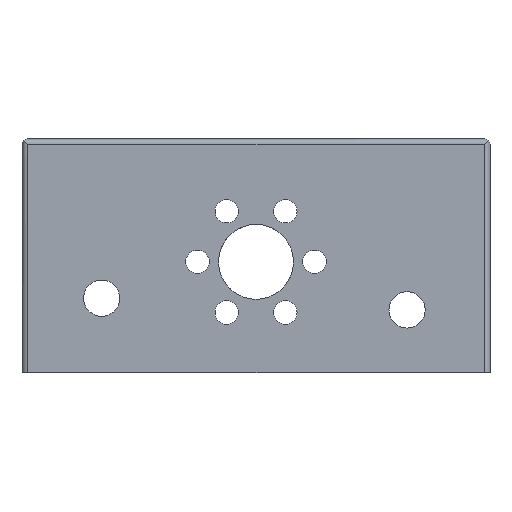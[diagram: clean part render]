
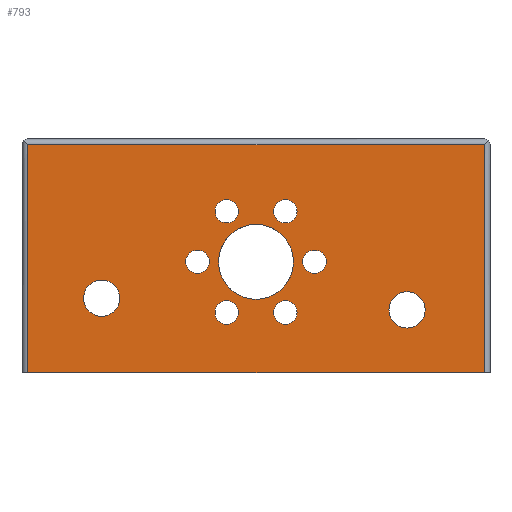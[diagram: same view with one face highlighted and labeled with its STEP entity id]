
A CAD part, front view. The second image highlights one B-rep face of the part: STEP entity #793.
In plain terms, the highlighted planar face has unit normal (0, -1, 0).
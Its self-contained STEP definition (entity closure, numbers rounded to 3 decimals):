
#48=PLANE('',#880);
#82=CIRCLE('',#881,1.55);
#83=CIRCLE('',#882,1.55);
#84=CIRCLE('',#883,1.);
#85=CIRCLE('',#884,1.);
#86=CIRCLE('',#885,1.);
#87=CIRCLE('',#886,1.);
#88=CIRCLE('',#887,1.);
#89=CIRCLE('',#888,1.);
#90=CIRCLE('',#889,3.2);
#113=LINE('',#1313,#156);
#122=LINE('',#1365,#165);
#123=LINE('',#1368,#166);
#124=LINE('',#1369,#167);
#156=VECTOR('',#1021,1000.);
#165=VECTOR('',#1076,1000.);
#166=VECTOR('',#1077,1000.);
#167=VECTOR('',#1078,1000.);
#274=ORIENTED_EDGE('',*,*,#453,.T.);
#275=ORIENTED_EDGE('',*,*,#454,.T.);
#276=ORIENTED_EDGE('',*,*,#455,.T.);
#277=ORIENTED_EDGE('',*,*,#456,.T.);
#278=ORIENTED_EDGE('',*,*,#457,.T.);
#279=ORIENTED_EDGE('',*,*,#458,.T.);
#280=ORIENTED_EDGE('',*,*,#459,.T.);
#281=ORIENTED_EDGE('',*,*,#460,.T.);
#282=ORIENTED_EDGE('',*,*,#461,.T.);
#283=ORIENTED_EDGE('',*,*,#462,.T.);
#284=ORIENTED_EDGE('',*,*,#463,.T.);
#285=ORIENTED_EDGE('',*,*,#436,.T.);
#286=ORIENTED_EDGE('',*,*,#464,.T.);
#436=EDGE_CURVE('',#536,#537,#113,.T.);
#453=EDGE_CURVE('',#547,#547,#82,.T.);
#454=EDGE_CURVE('',#548,#548,#83,.T.);
#455=EDGE_CURVE('',#549,#549,#84,.F.);
#456=EDGE_CURVE('',#550,#550,#85,.F.);
#457=EDGE_CURVE('',#551,#551,#86,.F.);
#458=EDGE_CURVE('',#552,#552,#87,.F.);
#459=EDGE_CURVE('',#553,#553,#88,.F.);
#460=EDGE_CURVE('',#554,#554,#89,.F.);
#461=EDGE_CURVE('',#555,#555,#90,.F.);
#462=EDGE_CURVE('',#556,#557,#122,.T.);
#463=EDGE_CURVE('',#557,#536,#123,.T.);
#464=EDGE_CURVE('',#537,#556,#124,.T.);
#536=VERTEX_POINT('',#1314);
#537=VERTEX_POINT('',#1315);
#547=VERTEX_POINT('',#1348);
#548=VERTEX_POINT('',#1350);
#549=VERTEX_POINT('',#1352);
#550=VERTEX_POINT('',#1354);
#551=VERTEX_POINT('',#1356);
#552=VERTEX_POINT('',#1358);
#553=VERTEX_POINT('',#1360);
#554=VERTEX_POINT('',#1362);
#555=VERTEX_POINT('',#1364);
#556=VERTEX_POINT('',#1366);
#557=VERTEX_POINT('',#1367);
#619=EDGE_LOOP('',(#274));
#620=EDGE_LOOP('',(#275));
#621=EDGE_LOOP('',(#276));
#622=EDGE_LOOP('',(#277));
#623=EDGE_LOOP('',(#278));
#624=EDGE_LOOP('',(#279));
#625=EDGE_LOOP('',(#280));
#626=EDGE_LOOP('',(#281));
#627=EDGE_LOOP('',(#282));
#628=EDGE_LOOP('',(#283,#284,#285,#286));
#703=FACE_BOUND('',#619,.T.);
#704=FACE_BOUND('',#620,.T.);
#705=FACE_BOUND('',#621,.T.);
#706=FACE_BOUND('',#622,.T.);
#707=FACE_BOUND('',#623,.T.);
#708=FACE_BOUND('',#624,.T.);
#709=FACE_BOUND('',#625,.T.);
#710=FACE_BOUND('',#626,.T.);
#711=FACE_BOUND('',#627,.T.);
#712=FACE_BOUND('',#628,.T.);
#793=ADVANCED_FACE('',(#703,#704,#705,#706,#707,#708,#709,#710,#711,#712),
#48,.T.);
#880=AXIS2_PLACEMENT_3D('',#1346,#1056,#1057);
#881=AXIS2_PLACEMENT_3D('',#1347,#1058,#1059);
#882=AXIS2_PLACEMENT_3D('',#1349,#1060,#1061);
#883=AXIS2_PLACEMENT_3D('',#1351,#1062,#1063);
#884=AXIS2_PLACEMENT_3D('',#1353,#1064,#1065);
#885=AXIS2_PLACEMENT_3D('',#1355,#1066,#1067);
#886=AXIS2_PLACEMENT_3D('',#1357,#1068,#1069);
#887=AXIS2_PLACEMENT_3D('',#1359,#1070,#1071);
#888=AXIS2_PLACEMENT_3D('',#1361,#1072,#1073);
#889=AXIS2_PLACEMENT_3D('',#1363,#1074,#1075);
#1021=DIRECTION('',(1.,0.,0.));
#1056=DIRECTION('',(0.,-1.,0.));
#1057=DIRECTION('',(0.,0.,-1.));
#1058=DIRECTION('',(0.,1.,0.));
#1059=DIRECTION('',(1.,0.,0.));
#1060=DIRECTION('',(0.,1.,0.));
#1061=DIRECTION('',(1.,0.,0.));
#1062=DIRECTION('',(0.,-1.,0.));
#1063=DIRECTION('',(0.,0.,-1.));
#1064=DIRECTION('',(0.,-1.,0.));
#1065=DIRECTION('',(0.,0.,-1.));
#1066=DIRECTION('',(0.,-1.,0.));
#1067=DIRECTION('',(0.,0.,-1.));
#1068=DIRECTION('',(0.,-1.,0.));
#1069=DIRECTION('',(0.,0.,-1.));
#1070=DIRECTION('',(0.,-1.,0.));
#1071=DIRECTION('',(0.,0.,-1.));
#1072=DIRECTION('',(0.,-1.,0.));
#1073=DIRECTION('',(0.,0.,-1.));
#1074=DIRECTION('',(0.,-1.,0.));
#1075=DIRECTION('',(0.,0.,-1.));
#1076=DIRECTION('',(-1.,0.,0.));
#1077=DIRECTION('',(0.,0.,-1.));
#1078=DIRECTION('',(0.,0.,1.));
#1313=CARTESIAN_POINT('',(0.,-1.,0.));
#1314=CARTESIAN_POINT('',(0.5,-1.,0.));
#1315=CARTESIAN_POINT('',(39.5,-1.,0.));
#1346=CARTESIAN_POINT('',(0.,-1.,0.));
#1347=CARTESIAN_POINT('',(32.91,-1.,5.39));
#1348=CARTESIAN_POINT('',(34.46,-1.,5.39));
#1349=CARTESIAN_POINT('',(6.811,-1.,6.394));
#1350=CARTESIAN_POINT('',(8.361,-1.,6.394));
#1351=CARTESIAN_POINT('',(17.5,-1.,5.17));
#1352=CARTESIAN_POINT('',(17.5,-1.,4.17));
#1353=CARTESIAN_POINT('',(15.,-1.,9.5));
#1354=CARTESIAN_POINT('',(15.,-1.,8.5));
#1355=CARTESIAN_POINT('',(17.5,-1.,13.822));
#1356=CARTESIAN_POINT('',(17.5,-1.,12.822));
#1357=CARTESIAN_POINT('',(22.511,-1.,13.822));
#1358=CARTESIAN_POINT('',(22.511,-1.,12.822));
#1359=CARTESIAN_POINT('',(25.,-1.,9.5));
#1360=CARTESIAN_POINT('',(25.,-1.,8.5));
#1361=CARTESIAN_POINT('',(22.511,-1.,5.17));
#1362=CARTESIAN_POINT('',(22.511,-1.,4.17));
#1363=CARTESIAN_POINT('',(20.,-1.,9.5));
#1364=CARTESIAN_POINT('',(20.,-1.,6.3));
#1365=CARTESIAN_POINT('',(0.,-1.,19.5));
#1366=CARTESIAN_POINT('',(39.5,-1.,19.5));
#1367=CARTESIAN_POINT('',(0.5,-1.,19.5));
#1368=CARTESIAN_POINT('',(0.5,-1.,0.));
#1369=CARTESIAN_POINT('',(39.5,-1.,0.));
